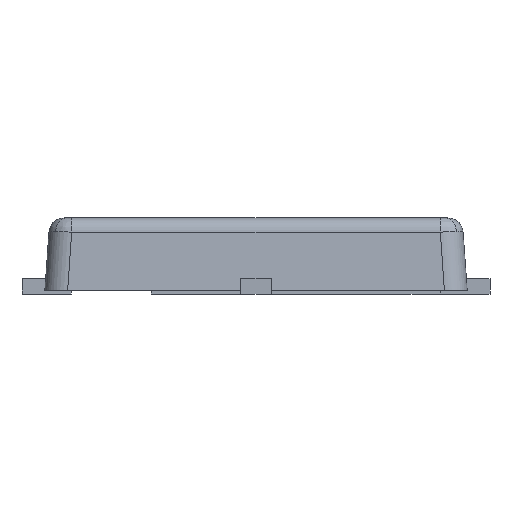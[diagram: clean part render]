
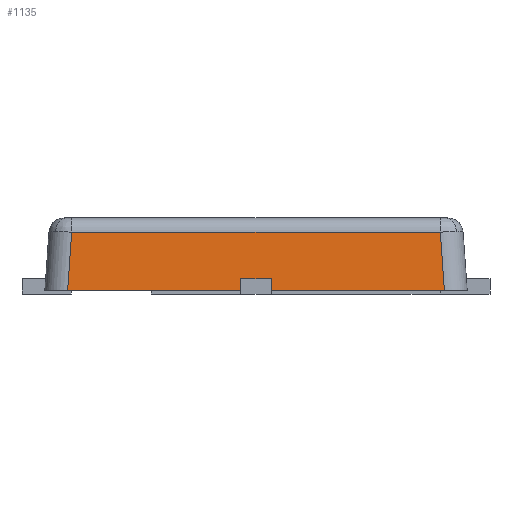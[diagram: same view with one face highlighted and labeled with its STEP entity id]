
A CAD part, left-side view. The second image highlights one B-rep face of the part: STEP entity #1135.
In plain terms, the highlighted planar face has unit normal (-0.998, 0, 0.07).
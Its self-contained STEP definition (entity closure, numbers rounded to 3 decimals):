
#5 = VERTEX_POINT ( 'NONE', #629 ) ;
#9 = CARTESIAN_POINT ( 'NONE',  ( -2.6, -0.2, 0.05 ) ) ;
#74 = LINE ( 'NONE', #1236, #1470 ) ;
#169 = DIRECTION ( 'NONE',  ( -0.07, 0.07, -0.995 ) ) ;
#198 = CARTESIAN_POINT ( 'NONE',  ( -2.547, -2.422, 0.814 ) ) ;
#272 = EDGE_CURVE ( 'NONE', #4728, #3535, #2952, .T. ) ;
#318 = CARTESIAN_POINT ( 'NONE',  ( -2.6, 2.476, 0.05 ) ) ;
#353 = EDGE_CURVE ( 'NONE', #1507, #4403, #74, .T. ) ;
#380 = EDGE_CURVE ( 'NONE', #4542, #540, #2434, .T. ) ;
#540 = VERTEX_POINT ( 'NONE', #318 ) ;
#618 = CARTESIAN_POINT ( 'NONE',  ( -2.575, 2.45, 0.414 ) ) ;
#629 = CARTESIAN_POINT ( 'NONE',  ( -2.6, 0.2, 0.05 ) ) ;
#695 = CARTESIAN_POINT ( 'NONE',  ( -2.6, -0.2, 0.05 ) ) ;
#740 = DIRECTION ( 'NONE',  ( 0., 1., 0. ) ) ;
#896 = VECTOR ( 'NONE', #3553, 1000. ) ;
#969 = DIRECTION ( 'NONE',  ( -0.998, 0., 0.07 ) ) ;
#975 = VECTOR ( 'NONE', #4294, 1000. ) ;
#987 = EDGE_CURVE ( 'NONE', #5, #3290, #1246, .T. ) ;
#1012 = FACE_OUTER_BOUND ( 'NONE', #1404, .T. ) ;
#1087 = CARTESIAN_POINT ( 'NONE',  ( -2.6, -2.775, 0.05 ) ) ;
#1135 = ADVANCED_FACE ( 'NONE', ( #1012 ), #2158, .T. ) ;
#1221 = VECTOR ( 'NONE', #1991, 1000. ) ;
#1236 = CARTESIAN_POINT ( 'NONE',  ( -2.601, -2.477, 0.029 ) ) ;
#1246 = LINE ( 'NONE', #2738, #1221 ) ;
#1277 = ORIENTED_EDGE ( 'NONE', *, *, #2788, .T. ) ;
#1360 = CARTESIAN_POINT ( 'NONE',  ( -2.6, -2.775, 0.05 ) ) ;
#1394 = ORIENTED_EDGE ( 'NONE', *, *, #380, .T. ) ;
#1404 = EDGE_LOOP ( 'NONE', ( #1784, #1883, #1394, #4411, #3209, #1885, #4251, #1277 ) ) ;
#1417 = VECTOR ( 'NONE', #2595, 1000. ) ;
#1455 = CARTESIAN_POINT ( 'NONE',  ( -2.59, -0.2, 0.2 ) ) ;
#1470 = VECTOR ( 'NONE', #4547, 1000. ) ;
#1507 = VERTEX_POINT ( 'NONE', #3752 ) ;
#1730 = DIRECTION ( 'NONE',  ( 0.07, 0., 0.998 ) ) ;
#1784 = ORIENTED_EDGE ( 'NONE', *, *, #353, .T. ) ;
#1809 = LINE ( 'NONE', #1087, #1417 ) ;
#1874 = CARTESIAN_POINT ( 'NONE',  ( -2.547, 2.422, 0.814 ) ) ;
#1883 = ORIENTED_EDGE ( 'NONE', *, *, #2918, .T. ) ;
#1885 = ORIENTED_EDGE ( 'NONE', *, *, #3117, .F. ) ;
#1896 = LINE ( 'NONE', #4775, #2786 ) ;
#1991 = DIRECTION ( 'NONE',  ( 0.07, 0., 0.998 ) ) ;
#2133 = EDGE_CURVE ( 'NONE', #540, #5, #1809, .T. ) ;
#2158 = PLANE ( 'NONE',  #3004 ) ;
#2434 = LINE ( 'NONE', #618, #3113 ) ;
#2464 = CARTESIAN_POINT ( 'NONE',  ( -2.547, 2.409, 0.814 ) ) ;
#2595 = DIRECTION ( 'NONE',  ( 0., -1., 0. ) ) ;
#2738 = CARTESIAN_POINT ( 'NONE',  ( -2.6, 0.2, 0.05 ) ) ;
#2786 = VECTOR ( 'NONE', #740, 1000. ) ;
#2788 = EDGE_CURVE ( 'NONE', #3535, #1507, #2789, .T. ) ;
#2789 = LINE ( 'NONE', #4637, #896 ) ;
#2918 = EDGE_CURVE ( 'NONE', #4403, #4542, #4375, .T. ) ;
#2952 = LINE ( 'NONE', #695, #3668 ) ;
#3004 = AXIS2_PLACEMENT_3D ( 'NONE', #1360, #969, #1730 ) ;
#3113 = VECTOR ( 'NONE', #169, 1000. ) ;
#3117 = EDGE_CURVE ( 'NONE', #4728, #3290, #1896, .T. ) ;
#3209 = ORIENTED_EDGE ( 'NONE', *, *, #987, .T. ) ;
#3290 = VERTEX_POINT ( 'NONE', #4685 ) ;
#3535 = VERTEX_POINT ( 'NONE', #9 ) ;
#3553 = DIRECTION ( 'NONE',  ( 0., -1., 0. ) ) ;
#3668 = VECTOR ( 'NONE', #4393, 1000. ) ;
#3752 = CARTESIAN_POINT ( 'NONE',  ( -2.6, -2.476, 0.05 ) ) ;
#4251 = ORIENTED_EDGE ( 'NONE', *, *, #272, .T. ) ;
#4294 = DIRECTION ( 'NONE',  ( 0., 1., 0. ) ) ;
#4375 = LINE ( 'NONE', #2464, #975 ) ;
#4393 = DIRECTION ( 'NONE',  ( -0.07, 0., -0.998 ) ) ;
#4403 = VERTEX_POINT ( 'NONE', #198 ) ;
#4411 = ORIENTED_EDGE ( 'NONE', *, *, #2133, .T. ) ;
#4542 = VERTEX_POINT ( 'NONE', #1874 ) ;
#4547 = DIRECTION ( 'NONE',  ( 0.07, 0.07, 0.995 ) ) ;
#4637 = CARTESIAN_POINT ( 'NONE',  ( -2.6, -2.775, 0.05 ) ) ;
#4685 = CARTESIAN_POINT ( 'NONE',  ( -2.59, 0.2, 0.2 ) ) ;
#4728 = VERTEX_POINT ( 'NONE', #1455 ) ;
#4775 = CARTESIAN_POINT ( 'NONE',  ( -2.59, -2.775, 0.2 ) ) ;
